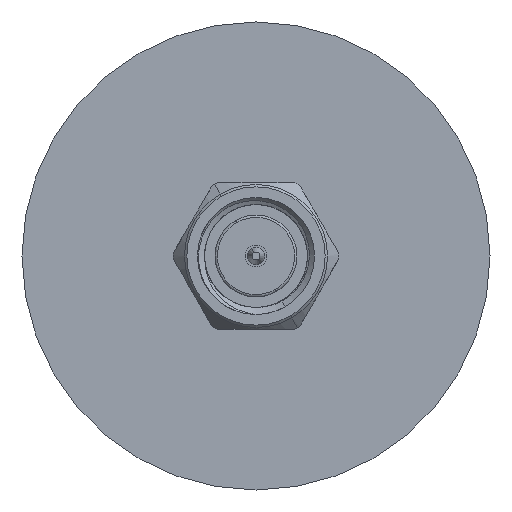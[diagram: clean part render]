
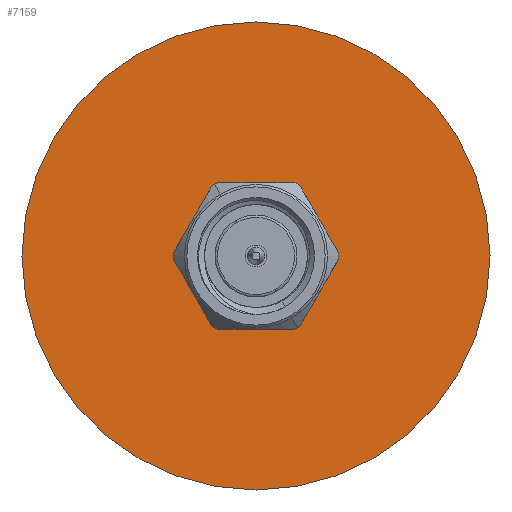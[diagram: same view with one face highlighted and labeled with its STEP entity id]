
A CAD part, left-side view. The second image highlights one B-rep face of the part: STEP entity #7159.
In plain terms, the highlighted planar face has unit normal (-1, 0, 0).
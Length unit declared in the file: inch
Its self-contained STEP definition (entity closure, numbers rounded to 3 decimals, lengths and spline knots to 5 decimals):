
#139 = DIRECTION ( 'NONE',  ( 1., 0., 0. ) ) ;
#250 = CARTESIAN_POINT ( 'NONE',  ( 0.43296, -0.5, 0. ) ) ;
#355 = EDGE_CURVE ( 'NONE', #4872, #2856, #3644, .T. ) ;
#646 = CIRCLE ( 'NONE', #2885, 0.5 ) ;
#665 = CARTESIAN_POINT ( 'NONE',  ( 0.43296, 0.5, 0. ) ) ;
#678 = ORIENTED_EDGE ( 'NONE', *, *, #355, .F. ) ;
#688 = DIRECTION ( 'NONE',  ( 1., 0., 0. ) ) ;
#716 = FACE_OUTER_BOUND ( 'NONE', #1356, .T. ) ;
#937 = CARTESIAN_POINT ( 'NONE',  ( 0.43296, -0.0525, -0.09093 ) ) ;
#954 = DIRECTION ( 'NONE',  ( 0., 1., 0. ) ) ;
#985 = CARTESIAN_POINT ( 'NONE',  ( 0.43296, 0., 0. ) ) ;
#1356 = EDGE_LOOP ( 'NONE', ( #678, #3755 ) ) ;
#1496 = CARTESIAN_POINT ( 'NONE',  ( 0.43296, 0., 0. ) ) ;
#1785 = EDGE_CURVE ( 'NONE', #2856, #4872, #646, .T. ) ;
#1808 = AXIS2_PLACEMENT_3D ( 'NONE', #1496, #4875, #2057 ) ;
#1832 = DIRECTION ( 'NONE',  ( 0., -1., 0. ) ) ;
#1949 = CIRCLE ( 'NONE', #3748, 0.105 ) ;
#2057 = DIRECTION ( 'NONE',  ( 0., 1., 0. ) ) ;
#2310 = AXIS2_PLACEMENT_3D ( 'NONE', #3434, #3410, #1832 ) ;
#2856 = VERTEX_POINT ( 'NONE', #250 ) ;
#2885 = AXIS2_PLACEMENT_3D ( 'NONE', #985, #7095, #954 ) ;
#3138 = EDGE_LOOP ( 'NONE', ( #5103, #7136 ) ) ;
#3364 = VERTEX_POINT ( 'NONE', #5717 ) ;
#3383 = DIRECTION ( 'NONE',  ( 0., -1., 0. ) ) ;
#3410 = DIRECTION ( 'NONE',  ( -1., 0., 0. ) ) ;
#3434 = CARTESIAN_POINT ( 'NONE',  ( 0.43296, 0., 0. ) ) ;
#3554 = VERTEX_POINT ( 'NONE', #937 ) ;
#3621 = CARTESIAN_POINT ( 'NONE',  ( 0.43296, 0., 0. ) ) ;
#3644 = CIRCLE ( 'NONE', #1808, 0.5 ) ;
#3748 = AXIS2_PLACEMENT_3D ( 'NONE', #3621, #139, #4741 ) ;
#3755 = ORIENTED_EDGE ( 'NONE', *, *, #1785, .F. ) ;
#4007 = CARTESIAN_POINT ( 'NONE',  ( 0.43296, 0., 0. ) ) ;
#4120 = AXIS2_PLACEMENT_3D ( 'NONE', #4007, #688, #3383 ) ;
#4741 = DIRECTION ( 'NONE',  ( 0., -1., 0. ) ) ;
#4798 = EDGE_CURVE ( 'NONE', #3554, #3364, #7186, .T. ) ;
#4872 = VERTEX_POINT ( 'NONE', #665 ) ;
#4875 = DIRECTION ( 'NONE',  ( 1., 0., 0. ) ) ;
#4901 = EDGE_CURVE ( 'NONE', #3364, #3554, #1949, .T. ) ;
#5103 = ORIENTED_EDGE ( 'NONE', *, *, #4798, .T. ) ;
#5717 = CARTESIAN_POINT ( 'NONE',  ( 0.43296, 0.0525, 0.09093 ) ) ;
#6256 = FACE_BOUND ( 'NONE', #3138, .T. ) ;
#6679 = PLANE ( 'NONE',  #2310 ) ;
#7095 = DIRECTION ( 'NONE',  ( 1., 0., 0. ) ) ;
#7136 = ORIENTED_EDGE ( 'NONE', *, *, #4901, .T. ) ;
#7159 = ADVANCED_FACE ( 'NONE', ( #6256, #716 ), #6679, .T. ) ;
#7186 = CIRCLE ( 'NONE', #4120, 0.105 ) ;
